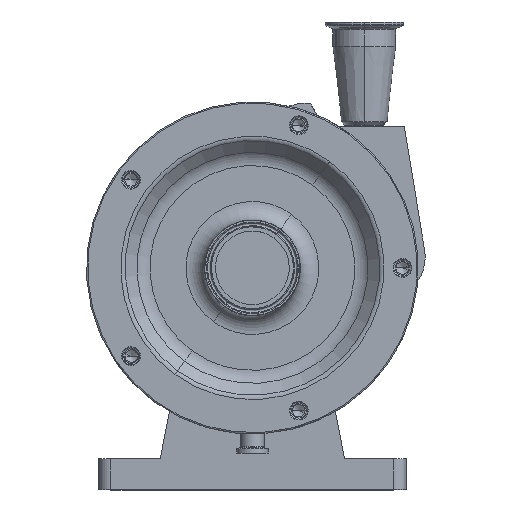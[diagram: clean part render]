
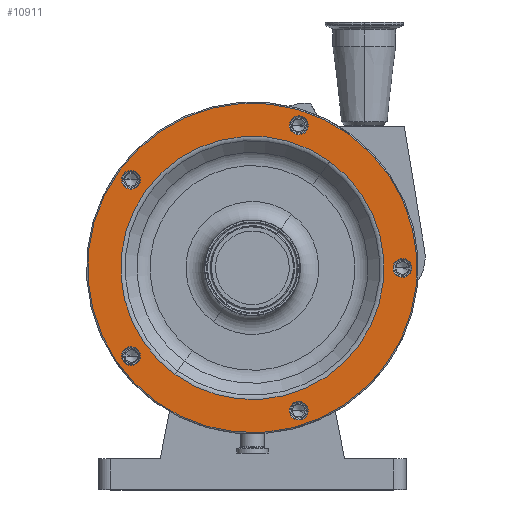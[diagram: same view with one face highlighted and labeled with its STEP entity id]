
A CAD part, top view. The second image highlights one B-rep face of the part: STEP entity #10911.
In plain terms, the highlighted planar face has unit normal (0, 0, 1).
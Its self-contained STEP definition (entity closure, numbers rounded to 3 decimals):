
#185 = EDGE_CURVE ( 'NONE', #4889, #3035, #5688, .T. ) ;
#486 = DIRECTION ( 'NONE',  ( -0.588, -0.809, 0. ) ) ;
#550 = ORIENTED_EDGE ( 'NONE', *, *, #185, .T. ) ;
#592 = EDGE_LOOP ( 'NONE', ( #8838, #8571 ) ) ;
#711 = FACE_BOUND ( 'NONE', #592, .T. ) ;
#971 = CARTESIAN_POINT ( 'NONE',  ( -94.207, 77.894, 209.5 ) ) ;
#978 = ORIENTED_EDGE ( 'NONE', *, *, #6448, .F. ) ;
#981 = DIRECTION ( 'NONE',  ( 0., 0., -1. ) ) ;
#1007 = EDGE_LOOP ( 'NONE', ( #9340, #4285 ) ) ;
#1051 = EDGE_LOOP ( 'NONE', ( #550, #6628 ) ) ;
#1246 = VERTEX_POINT ( 'NONE', #10803 ) ;
#1522 = ORIENTED_EDGE ( 'NONE', *, *, #9902, .T. ) ;
#1716 = CIRCLE ( 'NONE', #5120, 7.644 ) ;
#1740 = VERTEX_POINT ( 'NONE', #5257 ) ;
#2102 = EDGE_CURVE ( 'NONE', #5973, #7781, #3482, .T. ) ;
#2123 = AXIS2_PLACEMENT_3D ( 'NONE', #2203, #5153, #6973 ) ;
#2185 = EDGE_CURVE ( 'NONE', #3464, #7327, #7895, .T. ) ;
#2194 = VERTEX_POINT ( 'NONE', #7499 ) ;
#2203 = CARTESIAN_POINT ( 'NONE',  ( 37.7, -116.029, 209.5 ) ) ;
#2504 = AXIS2_PLACEMENT_3D ( 'NONE', #7297, #8439, #5358 ) ;
#2554 = DIRECTION ( 'NONE',  ( 0., 0., -1. ) ) ;
#2616 = ORIENTED_EDGE ( 'NONE', *, *, #2102, .T. ) ;
#2665 = DIRECTION ( 'NONE',  ( 0., 0., -1. ) ) ;
#2816 = ORIENTED_EDGE ( 'NONE', *, *, #7189, .T. ) ;
#2885 = AXIS2_PLACEMENT_3D ( 'NONE', #5609, #2554, #8444 ) ;
#2891 = VERTEX_POINT ( 'NONE', #3338 ) ;
#2927 = CIRCLE ( 'NONE', #12117, 107.071 ) ;
#3035 = VERTEX_POINT ( 'NONE', #7349 ) ;
#3038 = EDGE_CURVE ( 'NONE', #2891, #12281, #10578, .T. ) ;
#3121 = AXIS2_PLACEMENT_3D ( 'NONE', #8454, #5752, #4810 ) ;
#3126 = DIRECTION ( 'NONE',  ( -0.588, -0.809, 0. ) ) ;
#3145 = CARTESIAN_POINT ( 'NONE',  ( 42.193, 122.213, 209.5 ) ) ;
#3199 = DIRECTION ( 'NONE',  ( -0.588, -0.809, 0. ) ) ;
#3284 = VERTEX_POINT ( 'NONE', #3145 ) ;
#3338 = CARTESIAN_POINT ( 'NONE',  ( 78.763, 108.408, 209.5 ) ) ;
#3341 = CIRCLE ( 'NONE', #3121, 7.644 ) ;
#3348 = DIRECTION ( 'NONE',  ( -0.588, -0.809, 0. ) ) ;
#3464 = VERTEX_POINT ( 'NONE', #4505 ) ;
#3482 = CIRCLE ( 'NONE', #11683, 7.644 ) ;
#4101 = DIRECTION ( 'NONE',  ( 0., 0., -1. ) ) ;
#4152 = CIRCLE ( 'NONE', #12141, 7.644 ) ;
#4285 = ORIENTED_EDGE ( 'NONE', *, *, #8913, .T. ) ;
#4398 = CARTESIAN_POINT ( 'NONE',  ( -62.935, -86.622, 209.5 ) ) ;
#4418 = FACE_BOUND ( 'NONE', #5684, .T. ) ;
#4435 = DIRECTION ( 'NONE',  ( 0., 0., -1. ) ) ;
#4493 = AXIS2_PLACEMENT_3D ( 'NONE', #7744, #8748, #4854 ) ;
#4505 = CARTESIAN_POINT ( 'NONE',  ( 117.507, -6.184, 209.5 ) ) ;
#4558 = FACE_BOUND ( 'NONE', #6601, .T. ) ;
#4733 = DIRECTION ( 'NONE',  ( -0.588, -0.809, 0. ) ) ;
#4810 = DIRECTION ( 'NONE',  ( -0.588, -0.809, 0. ) ) ;
#4854 = DIRECTION ( 'NONE',  ( -0.588, -0.809, 0. ) ) ;
#4889 = VERTEX_POINT ( 'NONE', #4398 ) ;
#4892 = AXIS2_PLACEMENT_3D ( 'NONE', #10918, #4101, #6917 ) ;
#5120 = AXIS2_PLACEMENT_3D ( 'NONE', #8616, #10487, #4733 ) ;
#5153 = DIRECTION ( 'NONE',  ( 0., 0., -1. ) ) ;
#5240 = CARTESIAN_POINT ( 'NONE',  ( -98.7, 71.71, 209.5 ) ) ;
#5257 = CARTESIAN_POINT ( 'NONE',  ( 33.207, 109.845, 209.5 ) ) ;
#5332 = DIRECTION ( 'NONE',  ( 0., 0., -1. ) ) ;
#5358 = DIRECTION ( 'NONE',  ( -0.588, -0.809, 0. ) ) ;
#5460 = ORIENTED_EDGE ( 'NONE', *, *, #3038, .F. ) ;
#5514 = CARTESIAN_POINT ( 'NONE',  ( -103.193, 65.526, 209.5 ) ) ;
#5552 = CARTESIAN_POINT ( 'NONE',  ( -108.408, 78.763, 209.5 ) ) ;
#5609 = CARTESIAN_POINT ( 'NONE',  ( 122., 0., 209.5 ) ) ;
#5684 = EDGE_LOOP ( 'NONE', ( #6579, #11808 ) ) ;
#5688 = CIRCLE ( 'NONE', #4892, 107.071 ) ;
#5752 = DIRECTION ( 'NONE',  ( 0., 0., -1. ) ) ;
#5858 = EDGE_LOOP ( 'NONE', ( #978, #5460 ) ) ;
#5924 = CIRCLE ( 'NONE', #7541, 134. ) ;
#5973 = VERTEX_POINT ( 'NONE', #971 ) ;
#6007 = DIRECTION ( 'NONE',  ( 0., 0., -1. ) ) ;
#6152 = DIRECTION ( 'NONE',  ( 0., 0., -1. ) ) ;
#6422 = EDGE_CURVE ( 'NONE', #2194, #7880, #8936, .T. ) ;
#6448 = EDGE_CURVE ( 'NONE', #12281, #2891, #5924, .T. ) ;
#6525 = DIRECTION ( 'NONE',  ( -0.588, -0.809, 0. ) ) ;
#6579 = ORIENTED_EDGE ( 'NONE', *, *, #10812, .T. ) ;
#6601 = EDGE_LOOP ( 'NONE', ( #2616, #10632 ) ) ;
#6628 = ORIENTED_EDGE ( 'NONE', *, *, #11030, .T. ) ;
#6917 = DIRECTION ( 'NONE',  ( -0.588, -0.809, 0. ) ) ;
#6973 = DIRECTION ( 'NONE',  ( -0.588, -0.809, 0. ) ) ;
#7135 = AXIS2_PLACEMENT_3D ( 'NONE', #11335, #981, #3126 ) ;
#7189 = EDGE_CURVE ( 'NONE', #3284, #1740, #3341, .T. ) ;
#7297 = CARTESIAN_POINT ( 'NONE',  ( 122., 0., 209.5 ) ) ;
#7310 = AXIS2_PLACEMENT_3D ( 'NONE', #5552, #2665, #10312 ) ;
#7327 = VERTEX_POINT ( 'NONE', #10193 ) ;
#7349 = CARTESIAN_POINT ( 'NONE',  ( 62.935, 86.622, 209.5 ) ) ;
#7432 = FACE_BOUND ( 'NONE', #1051, .T. ) ;
#7499 = CARTESIAN_POINT ( 'NONE',  ( 42.193, -109.845, 209.5 ) ) ;
#7541 = AXIS2_PLACEMENT_3D ( 'NONE', #9082, #6152, #486 ) ;
#7567 = CARTESIAN_POINT ( 'NONE',  ( -103.193, -77.894, 209.5 ) ) ;
#7744 = CARTESIAN_POINT ( 'NONE',  ( -98.7, -71.71, 209.5 ) ) ;
#7781 = VERTEX_POINT ( 'NONE', #5514 ) ;
#7880 = VERTEX_POINT ( 'NONE', #12220 ) ;
#7895 = CIRCLE ( 'NONE', #2885, 7.644 ) ;
#7926 = DIRECTION ( 'NONE',  ( 0., 0., -1. ) ) ;
#8236 = EDGE_CURVE ( 'NONE', #7781, #5973, #4152, .T. ) ;
#8439 = DIRECTION ( 'NONE',  ( 0., 0., -1. ) ) ;
#8444 = DIRECTION ( 'NONE',  ( -0.588, -0.809, 0. ) ) ;
#8454 = CARTESIAN_POINT ( 'NONE',  ( 37.7, 116.029, 209.5 ) ) ;
#8519 = EDGE_LOOP ( 'NONE', ( #2816, #1522 ) ) ;
#8528 = AXIS2_PLACEMENT_3D ( 'NONE', #10975, #7926, #3348 ) ;
#8571 = ORIENTED_EDGE ( 'NONE', *, *, #11527, .T. ) ;
#8616 = CARTESIAN_POINT ( 'NONE',  ( 37.7, 116.029, 209.5 ) ) ;
#8748 = DIRECTION ( 'NONE',  ( 0., 0., -1. ) ) ;
#8838 = ORIENTED_EDGE ( 'NONE', *, *, #6422, .T. ) ;
#8913 = EDGE_CURVE ( 'NONE', #10992, #1246, #11295, .T. ) ;
#8924 = CIRCLE ( 'NONE', #8528, 7.644 ) ;
#8936 = CIRCLE ( 'NONE', #2123, 7.644 ) ;
#9082 = CARTESIAN_POINT ( 'NONE',  ( 0., 0., 209.5 ) ) ;
#9340 = ORIENTED_EDGE ( 'NONE', *, *, #11070, .T. ) ;
#9433 = FACE_BOUND ( 'NONE', #1007, .T. ) ;
#9902 = EDGE_CURVE ( 'NONE', #1740, #3284, #1716, .T. ) ;
#10193 = CARTESIAN_POINT ( 'NONE',  ( 126.493, 6.184, 209.5 ) ) ;
#10312 = DIRECTION ( 'NONE',  ( -0.588, -0.809, 0. ) ) ;
#10432 = DIRECTION ( 'NONE',  ( 0., 0., -1. ) ) ;
#10487 = DIRECTION ( 'NONE',  ( 0., 0., -1. ) ) ;
#10578 = CIRCLE ( 'NONE', #11382, 134. ) ;
#10632 = ORIENTED_EDGE ( 'NONE', *, *, #8236, .T. ) ;
#10706 = CIRCLE ( 'NONE', #2504, 7.644 ) ;
#10710 = CARTESIAN_POINT ( 'NONE',  ( -98.7, 71.71, 209.5 ) ) ;
#10803 = CARTESIAN_POINT ( 'NONE',  ( -94.207, -65.526, 209.5 ) ) ;
#10812 = EDGE_CURVE ( 'NONE', #7327, #3464, #10706, .T. ) ;
#10911 = ADVANCED_FACE ( 'NONE', ( #11247, #4418, #711, #9433, #4558, #12194, #7432 ), #12310, .F. ) ;
#10918 = CARTESIAN_POINT ( 'NONE',  ( 0., 0., 209.5 ) ) ;
#10975 = CARTESIAN_POINT ( 'NONE',  ( -98.7, -71.71, 209.5 ) ) ;
#10992 = VERTEX_POINT ( 'NONE', #7567 ) ;
#11030 = EDGE_CURVE ( 'NONE', #3035, #4889, #2927, .T. ) ;
#11070 = EDGE_CURVE ( 'NONE', #1246, #10992, #8924, .T. ) ;
#11085 = CARTESIAN_POINT ( 'NONE',  ( 0., 0., 209.5 ) ) ;
#11247 = FACE_BOUND ( 'NONE', #8519, .T. ) ;
#11295 = CIRCLE ( 'NONE', #4493, 7.644 ) ;
#11335 = CARTESIAN_POINT ( 'NONE',  ( 37.7, -116.029, 209.5 ) ) ;
#11373 = CARTESIAN_POINT ( 'NONE',  ( 0., 0., 209.5 ) ) ;
#11382 = AXIS2_PLACEMENT_3D ( 'NONE', #11085, #5332, #6525 ) ;
#11424 = DIRECTION ( 'NONE',  ( -0.588, -0.809, 0. ) ) ;
#11527 = EDGE_CURVE ( 'NONE', #7880, #2194, #11916, .T. ) ;
#11683 = AXIS2_PLACEMENT_3D ( 'NONE', #10710, #6007, #3199 ) ;
#11808 = ORIENTED_EDGE ( 'NONE', *, *, #2185, .T. ) ;
#11916 = CIRCLE ( 'NONE', #7135, 7.644 ) ;
#12068 = DIRECTION ( 'NONE',  ( -0.588, -0.809, 0. ) ) ;
#12117 = AXIS2_PLACEMENT_3D ( 'NONE', #11373, #10432, #11424 ) ;
#12141 = AXIS2_PLACEMENT_3D ( 'NONE', #5240, #4435, #12068 ) ;
#12194 = FACE_OUTER_BOUND ( 'NONE', #5858, .T. ) ;
#12220 = CARTESIAN_POINT ( 'NONE',  ( 33.207, -122.213, 209.5 ) ) ;
#12272 = CARTESIAN_POINT ( 'NONE',  ( -78.763, -108.408, 209.5 ) ) ;
#12281 = VERTEX_POINT ( 'NONE', #12272 ) ;
#12310 = PLANE ( 'NONE',  #7310 ) ;
